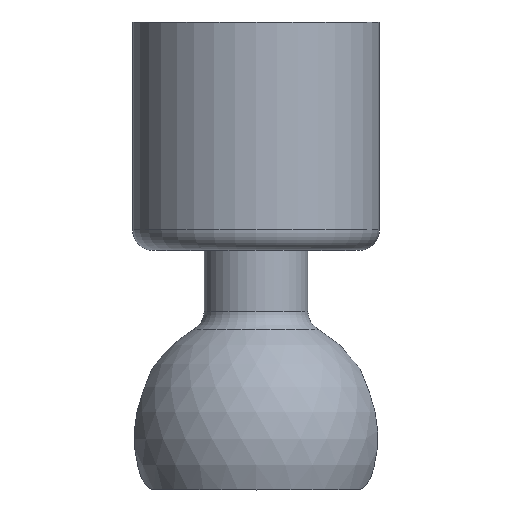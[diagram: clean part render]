
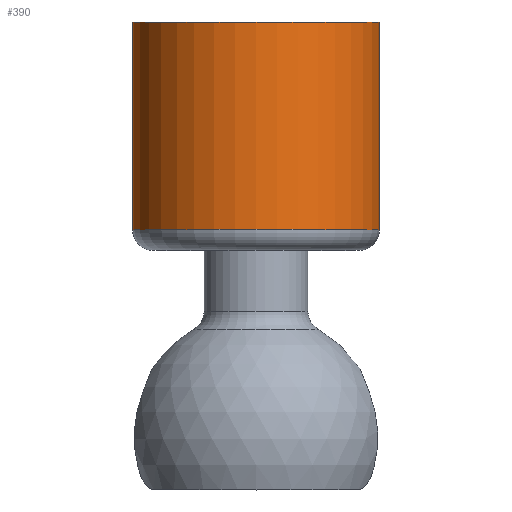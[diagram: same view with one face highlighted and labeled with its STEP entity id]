
A CAD part, top view. The second image highlights one B-rep face of the part: STEP entity #390.
In plain terms, the highlighted cylindrical face has radius 11.9 mm (diameter 23.8 mm), a full revolution.
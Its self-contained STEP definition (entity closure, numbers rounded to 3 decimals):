
#55=LINE('',#616,#62);
#62=VECTOR('',#510,11.9);
#69=CYLINDRICAL_SURFACE('',#438,11.9);
#77=FACE_OUTER_BOUND('',#100,.T.);
#100=EDGE_LOOP('',(#278,#279,#280,#281,#282));
#129=CIRCLE('',#435,11.9);
#130=CIRCLE('',#436,11.9);
#132=CIRCLE('',#439,11.9);
#161=VERTEX_POINT('',#608);
#162=VERTEX_POINT('',#610);
#163=VERTEX_POINT('',#615);
#206=EDGE_CURVE('',#161,#162,#129,.T.);
#207=EDGE_CURVE('',#162,#161,#130,.T.);
#209=EDGE_CURVE('',#162,#163,#55,.T.);
#210=EDGE_CURVE('',#163,#163,#132,.T.);
#278=ORIENTED_EDGE('',*,*,#207,.F.);
#279=ORIENTED_EDGE('',*,*,#209,.T.);
#280=ORIENTED_EDGE('',*,*,#210,.F.);
#281=ORIENTED_EDGE('',*,*,#209,.F.);
#282=ORIENTED_EDGE('',*,*,#206,.F.);
#390=ADVANCED_FACE('',(#77),#69,.T.);
#435=AXIS2_PLACEMENT_3D('',#611,#502,#503);
#436=AXIS2_PLACEMENT_3D('',#612,#504,#505);
#438=AXIS2_PLACEMENT_3D('',#614,#508,#509);
#439=AXIS2_PLACEMENT_3D('',#617,#511,#512);
#502=DIRECTION('center_axis',(0.,-1.,0.));
#503=DIRECTION('ref_axis',(-1.,0.,0.));
#504=DIRECTION('center_axis',(0.,-1.,0.));
#505=DIRECTION('ref_axis',(-1.,0.,0.));
#508=DIRECTION('center_axis',(0.,-1.,0.));
#509=DIRECTION('ref_axis',(-1.,0.,0.));
#510=DIRECTION('',(0.,1.,0.));
#511=DIRECTION('center_axis',(0.,1.,0.));
#512=DIRECTION('ref_axis',(-1.,0.,0.));
#608=CARTESIAN_POINT('',(0.,40.,11.9));
#610=CARTESIAN_POINT('',(11.9,40.,0.));
#611=CARTESIAN_POINT('Origin',(0.,40.,0.));
#612=CARTESIAN_POINT('Origin',(0.,40.,0.));
#614=CARTESIAN_POINT('Origin',(0.,40.,0.));
#615=CARTESIAN_POINT('',(11.9,60.,0.));
#616=CARTESIAN_POINT('',(11.9,40.,0.));
#617=CARTESIAN_POINT('Origin',(0.,60.,0.));
